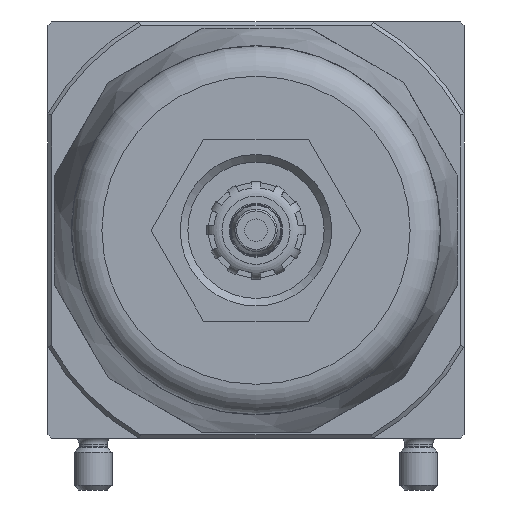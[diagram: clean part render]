
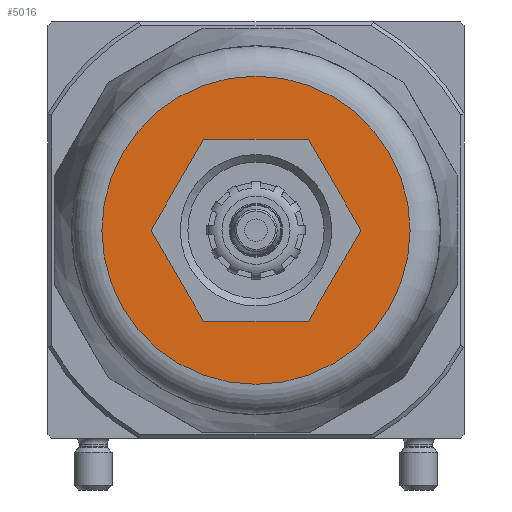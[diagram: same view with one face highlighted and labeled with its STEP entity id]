
A CAD part, front view. The second image highlights one B-rep face of the part: STEP entity #5016.
In plain terms, the highlighted planar face has unit normal (0, -1, 0).
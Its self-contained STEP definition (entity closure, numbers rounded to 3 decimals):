
#78=PLANE('',#5319);
#263=LINE('',#7495,#537);
#264=LINE('',#7498,#538);
#265=LINE('',#7500,#539);
#266=LINE('',#7502,#540);
#267=LINE('',#7504,#541);
#268=LINE('',#7506,#542);
#537=VECTOR('',#5931,1000.);
#538=VECTOR('',#5932,1000.);
#539=VECTOR('',#5933,1000.);
#540=VECTOR('',#5934,1000.);
#541=VECTOR('',#5935,1000.);
#542=VECTOR('',#5936,1000.);
#1228=ORIENTED_EDGE('',*,*,#2230,.T.);
#1229=ORIENTED_EDGE('',*,*,#2231,.T.);
#1230=ORIENTED_EDGE('',*,*,#2232,.T.);
#1231=ORIENTED_EDGE('',*,*,#2233,.T.);
#1232=ORIENTED_EDGE('',*,*,#2234,.T.);
#1233=ORIENTED_EDGE('',*,*,#2235,.T.);
#1234=ORIENTED_EDGE('',*,*,#2236,.T.);
#2230=EDGE_CURVE('',#2742,#2742,#3033,.T.);
#2231=EDGE_CURVE('',#2743,#2744,#263,.T.);
#2232=EDGE_CURVE('',#2744,#2745,#264,.T.);
#2233=EDGE_CURVE('',#2745,#2746,#265,.T.);
#2234=EDGE_CURVE('',#2746,#2747,#266,.T.);
#2235=EDGE_CURVE('',#2747,#2748,#267,.T.);
#2236=EDGE_CURVE('',#2748,#2743,#268,.T.);
#2742=VERTEX_POINT('',#7494);
#2743=VERTEX_POINT('',#7496);
#2744=VERTEX_POINT('',#7497);
#2745=VERTEX_POINT('',#7499);
#2746=VERTEX_POINT('',#7501);
#2747=VERTEX_POINT('',#7503);
#2748=VERTEX_POINT('',#7505);
#3033=CIRCLE('',#5320,20.35);
#3238=EDGE_LOOP('',(#1228));
#3239=EDGE_LOOP('',(#1229,#1230,#1231,#1232,#1233,#1234));
#3564=FACE_BOUND('',#3238,.T.);
#3565=FACE_BOUND('',#3239,.T.);
#5016=ADVANCED_FACE('',(#3564,#3565),#78,.F.);
#5319=AXIS2_PLACEMENT_3D('',#7492,#5927,#5928);
#5320=AXIS2_PLACEMENT_3D('',#7493,#5929,#5930);
#5927=DIRECTION('',(0.,1.,0.));
#5928=DIRECTION('',(0.,0.,1.));
#5929=DIRECTION('',(0.,-1.,0.));
#5930=DIRECTION('',(0.,0.,-1.));
#5931=DIRECTION('',(0.,0.,1.));
#5932=DIRECTION('',(0.866,0.,0.5));
#5933=DIRECTION('',(0.866,0.,-0.5));
#5934=DIRECTION('',(0.,0.,-1.));
#5935=DIRECTION('',(-0.866,0.,-0.5));
#5936=DIRECTION('',(-0.866,0.,0.5));
#7492=CARTESIAN_POINT('',(20.35,-145.7,0.));
#7493=CARTESIAN_POINT('',(0.,-145.7,0.));
#7494=CARTESIAN_POINT('',(0.,-145.7,-20.35));
#7495=CARTESIAN_POINT('',(-12.,-145.7,-6.928));
#7496=CARTESIAN_POINT('',(-12.,-145.7,-6.928));
#7497=CARTESIAN_POINT('',(-12.,-145.7,6.928));
#7498=CARTESIAN_POINT('',(-12.,-145.7,6.928));
#7499=CARTESIAN_POINT('',(0.,-145.7,13.856));
#7500=CARTESIAN_POINT('',(0.,-145.7,13.856));
#7501=CARTESIAN_POINT('',(12.,-145.7,6.928));
#7502=CARTESIAN_POINT('',(12.,-145.7,6.928));
#7503=CARTESIAN_POINT('',(12.,-145.7,-6.928));
#7504=CARTESIAN_POINT('',(12.,-145.7,-6.928));
#7505=CARTESIAN_POINT('',(0.,-145.7,-13.856));
#7506=CARTESIAN_POINT('',(0.,-145.7,-13.856));
